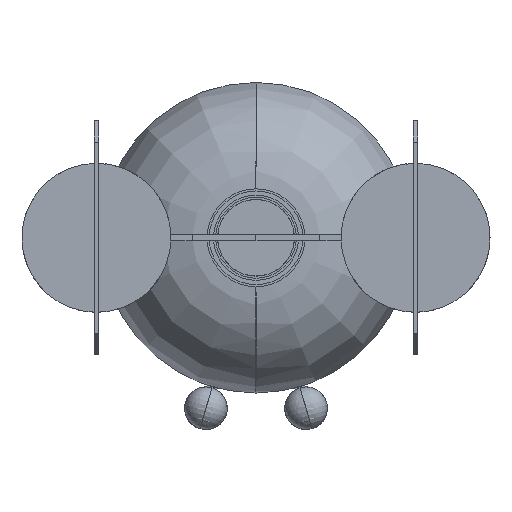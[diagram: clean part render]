
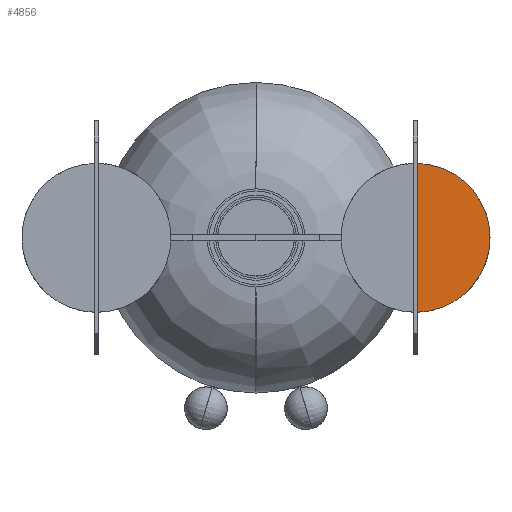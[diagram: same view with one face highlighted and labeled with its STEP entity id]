
A CAD part, left-side view. The second image highlights one B-rep face of the part: STEP entity #4856.
In plain terms, the highlighted planar face has unit normal (-1, 0, 0).
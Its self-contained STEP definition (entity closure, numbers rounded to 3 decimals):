
#4827=PLANE('',#4831);
#4828=CARTESIAN_POINT('',(-10.6,0.,7.5));
#4829=DIRECTION('',(0.,0.,1.));
#4830=DIRECTION('',(1.,0.,0.));
#4831=AXIS2_PLACEMENT_3D('',#4828,#4830,#4829);
#4832=CIRCLE('*CRV402',#4836,3.5);
#4833=CARTESIAN_POINT('',(-10.6,0.,7.5));
#4834=DIRECTION('',(0.,0.,1.));
#4835=DIRECTION('',(1.,0.,0.));
#4836=AXIS2_PLACEMENT_3D('',#4833,#4835,#4834);
#4837=CYLINDRICAL_SURFACE('*SUR44',#4841,3.5);
#4838=CARTESIAN_POINT('',(-10.6,0.,7.5));
#4839=DIRECTION('',(1.,0.,0.));
#4840=DIRECTION('',(0.,0.,1.));
#4841=AXIS2_PLACEMENT_3D('',#4838,#4839,#4840);
#4842=LINE('*LN680',#4843,#4845);
#4843=CARTESIAN_POINT('',(-10.6,0.,7.6));
#4844=DIRECTION('',(0.,-1.,0.));
#4845=VECTOR('',#4844,1.);
#4846=PLANE('',#4850);
#4847=CARTESIAN_POINT('',(0.,7.5,7.6
));
#4848=DIRECTION('',(0.,1.,0.));
#4849=DIRECTION('',(0.,0.,1.));
#4850=AXIS2_PLACEMENT_3D('',#4847,#4849,#4848);
#4851=CIRCLE('*CRV399',#4855,3.5);
#4852=CARTESIAN_POINT('',(-10.6,0.,7.5));
#4853=DIRECTION('',(0.,0.,1.));
#4854=DIRECTION('',(1.,0.,0.));
#4855=AXIS2_PLACEMENT_3D('',#4852,#4854,#4853);
#4856=ADVANCED_FACE('*FAC253',(#4873),#4827,.F.);
#4857=CARTESIAN_POINT('',(-10.6,0.,11.));
#4858=VERTEX_POINT('',#4857);
#4859=CARTESIAN_POINT('',(-10.6,-3.499,7.6));
#4860=VERTEX_POINT('',#4859);
#4861=EDGE_CURVE('',#4858,#4860,#4862,.T.);
#4862=SURFACE_CURVE('',#4832,(#4827,#4837),.CURVE_3D.);
#4863=CARTESIAN_POINT('',(-10.6,3.499,7.6));
#4864=VERTEX_POINT('',#4863);
#4865=EDGE_CURVE('',#4864,#4860,#4866,.T.);
#4866=SURFACE_CURVE('',#4842,(#4827,#4846),.CURVE_3D.);
#4867=EDGE_CURVE('',#4864,#4858,#4868,.T.);
#4868=SURFACE_CURVE('',#4851,(#4827,#4837),.CURVE_3D.);
#4869=ORIENTED_EDGE('',*,*,#4861,.T.);
#4870=ORIENTED_EDGE('',*,*,#4865,.F.);
#4871=ORIENTED_EDGE('',*,*,#4867,.T.);
#4872=EDGE_LOOP('',(#4869,#4870,#4871));
#4873=FACE_OUTER_BOUND('',#4872,.F.);
